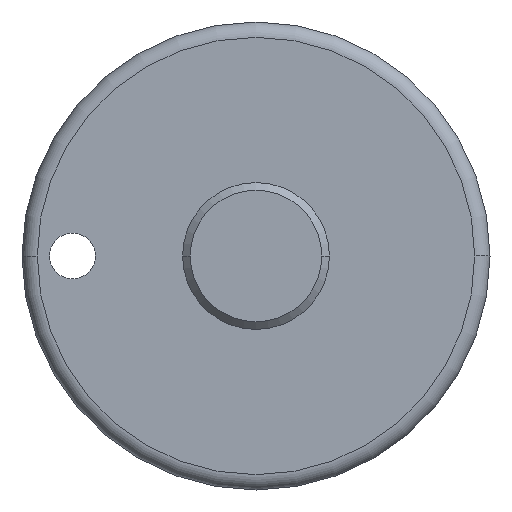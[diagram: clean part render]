
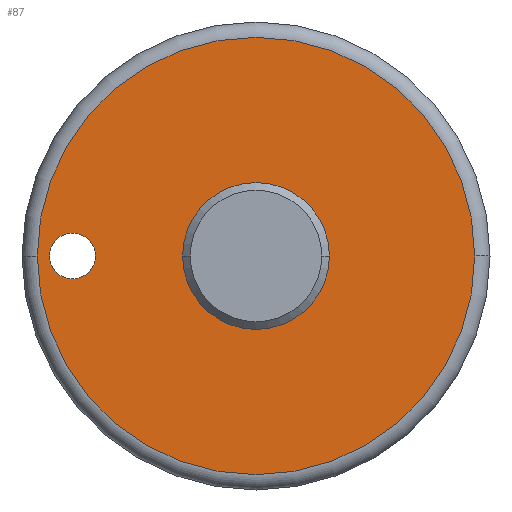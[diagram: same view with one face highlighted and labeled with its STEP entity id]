
A CAD part, left-side view. The second image highlights one B-rep face of the part: STEP entity #87.
In plain terms, the highlighted planar face has unit normal (-1, 0, 0).
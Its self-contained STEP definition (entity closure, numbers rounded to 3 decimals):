
#17 = DIRECTION ( 'NONE',  ( 0., 1., 0. ) ) ;
#27 = CARTESIAN_POINT ( 'NONE',  ( -86.681, 0.721, 0. ) ) ;
#58 = DIRECTION ( 'NONE',  ( -1., 0., 0. ) ) ;
#64 = AXIS2_PLACEMENT_3D ( 'NONE', #296, #112, #788 ) ;
#66 = CARTESIAN_POINT ( 'NONE',  ( -86.681, -13.579, 0. ) ) ;
#67 = EDGE_CURVE ( 'NONE', #185, #142, #237, .T. ) ;
#87 = ADVANCED_FACE ( 'NONE', ( #963, #591, #227 ), #837, .F. ) ;
#92 = DIRECTION ( 'NONE',  ( -1., 0., 0. ) ) ;
#106 = ORIENTED_EDGE ( 'NONE', *, *, #344, .F. ) ;
#112 = DIRECTION ( 'NONE',  ( -1., 0., 0. ) ) ;
#115 = ORIENTED_EDGE ( 'NONE', *, *, #1076, .T. ) ;
#140 = CARTESIAN_POINT ( 'NONE',  ( -86.681, 12.721, 0. ) ) ;
#142 = VERTEX_POINT ( 'NONE', #685 ) ;
#173 = CARTESIAN_POINT ( 'NONE',  ( -86.681, 16.021, 0. ) ) ;
#182 = EDGE_LOOP ( 'NONE', ( #822, #897 ) ) ;
#184 = CARTESIAN_POINT ( 'NONE',  ( -86.681, 12.721, 0. ) ) ;
#185 = VERTEX_POINT ( 'NONE', #716 ) ;
#198 = EDGE_LOOP ( 'NONE', ( #933, #106 ) ) ;
#201 = DIRECTION ( 'NONE',  ( 0., -1., 0. ) ) ;
#205 = CARTESIAN_POINT ( 'NONE',  ( -86.681, 0.721, 0. ) ) ;
#219 = CIRCLE ( 'NONE', #64, 4.8 ) ;
#226 = CIRCLE ( 'NONE', #1029, 1.5 ) ;
#227 = FACE_BOUND ( 'NONE', #198, .T. ) ;
#237 = CIRCLE ( 'NONE', #243, 4.8 ) ;
#243 = AXIS2_PLACEMENT_3D ( 'NONE', #27, #92, #201 ) ;
#263 = DIRECTION ( 'NONE',  ( 1., 0., 0. ) ) ;
#296 = CARTESIAN_POINT ( 'NONE',  ( -86.681, 0.721, 0. ) ) ;
#337 = DIRECTION ( 'NONE',  ( 0., 1., 0. ) ) ;
#344 = EDGE_CURVE ( 'NONE', #142, #185, #219, .T. ) ;
#385 = EDGE_CURVE ( 'NONE', #471, #877, #226, .T. ) ;
#471 = VERTEX_POINT ( 'NONE', #913 ) ;
#529 = VERTEX_POINT ( 'NONE', #937 ) ;
#566 = VERTEX_POINT ( 'NONE', #66 ) ;
#582 = ORIENTED_EDGE ( 'NONE', *, *, #709, .T. ) ;
#591 = FACE_OUTER_BOUND ( 'NONE', #872, .T. ) ;
#617 = DIRECTION ( 'NONE',  ( -1., 0., 0. ) ) ;
#626 = DIRECTION ( 'NONE',  ( 0., 1., 0. ) ) ;
#685 = CARTESIAN_POINT ( 'NONE',  ( -86.681, 5.521, 0. ) ) ;
#709 = EDGE_CURVE ( 'NONE', #566, #529, #1040, .T. ) ;
#716 = CARTESIAN_POINT ( 'NONE',  ( -86.681, -4.079, 0. ) ) ;
#719 = CIRCLE ( 'NONE', #987, 14.3 ) ;
#750 = CARTESIAN_POINT ( 'NONE',  ( -86.681, 0.721, 0. ) ) ;
#788 = DIRECTION ( 'NONE',  ( 0., -1., 0. ) ) ;
#792 = DIRECTION ( 'NONE',  ( 0., 1., 0. ) ) ;
#811 = EDGE_CURVE ( 'NONE', #877, #471, #1033, .T. ) ;
#814 = DIRECTION ( 'NONE',  ( 0., 1., 0. ) ) ;
#822 = ORIENTED_EDGE ( 'NONE', *, *, #811, .T. ) ;
#834 = CARTESIAN_POINT ( 'NONE',  ( -86.681, 14.221, 0. ) ) ;
#837 = PLANE ( 'NONE',  #1047 ) ;
#872 = EDGE_LOOP ( 'NONE', ( #115, #582 ) ) ;
#877 = VERTEX_POINT ( 'NONE', #834 ) ;
#897 = ORIENTED_EDGE ( 'NONE', *, *, #385, .T. ) ;
#913 = CARTESIAN_POINT ( 'NONE',  ( -86.681, 11.221, 0. ) ) ;
#933 = ORIENTED_EDGE ( 'NONE', *, *, #67, .F. ) ;
#937 = CARTESIAN_POINT ( 'NONE',  ( -86.681, 15.021, 0. ) ) ;
#944 = AXIS2_PLACEMENT_3D ( 'NONE', #184, #969, #626 ) ;
#963 = FACE_BOUND ( 'NONE', #182, .T. ) ;
#969 = DIRECTION ( 'NONE',  ( 1., 0., 0. ) ) ;
#987 = AXIS2_PLACEMENT_3D ( 'NONE', #750, #58, #814 ) ;
#1025 = DIRECTION ( 'NONE',  ( 1., 0., 0. ) ) ;
#1029 = AXIS2_PLACEMENT_3D ( 'NONE', #140, #1025, #337 ) ;
#1033 = CIRCLE ( 'NONE', #944, 1.5 ) ;
#1040 = CIRCLE ( 'NONE', #1090, 14.3 ) ;
#1047 = AXIS2_PLACEMENT_3D ( 'NONE', #173, #263, #792 ) ;
#1076 = EDGE_CURVE ( 'NONE', #529, #566, #719, .T. ) ;
#1090 = AXIS2_PLACEMENT_3D ( 'NONE', #205, #617, #17 ) ;
